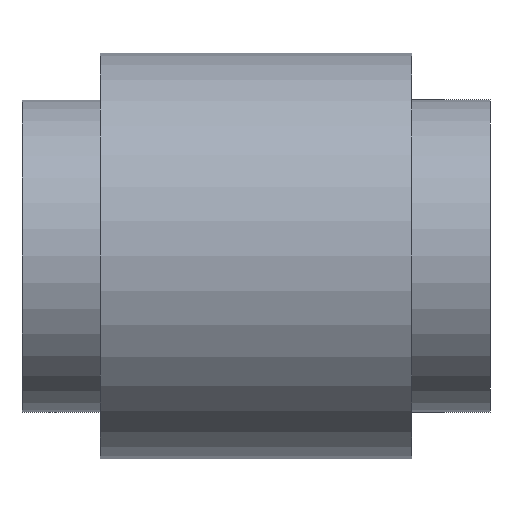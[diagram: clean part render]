
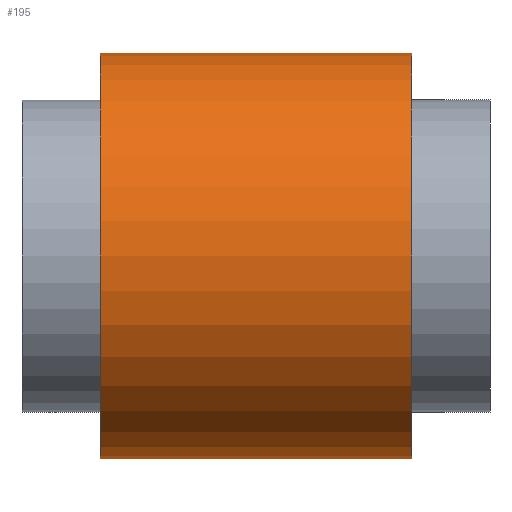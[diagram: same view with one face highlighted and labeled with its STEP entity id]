
A CAD part, front view. The second image highlights one B-rep face of the part: STEP entity #195.
In plain terms, the highlighted cylindrical face has radius 13 mm (diameter 26 mm), a partial arc.
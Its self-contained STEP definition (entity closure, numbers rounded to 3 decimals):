
#11 = EDGE_CURVE ( 'NONE', #338, #325, #256, .T. ) ;
#29 = AXIS2_PLACEMENT_3D ( 'NONE', #113, #81, #345 ) ;
#37 = CYLINDRICAL_SURFACE ( 'NONE', #29, 13. ) ;
#49 = VERTEX_POINT ( 'NONE', #180 ) ;
#63 = CARTESIAN_POINT ( 'NONE',  ( 0., 0., 13. ) ) ;
#81 = DIRECTION ( 'NONE',  ( -1., 0., 0. ) ) ;
#88 = CARTESIAN_POINT ( 'NONE',  ( 5., 0., -13. ) ) ;
#113 = CARTESIAN_POINT ( 'NONE',  ( 0., 0., 0. ) ) ;
#120 = CARTESIAN_POINT ( 'NONE',  ( 25., 0., 13. ) ) ;
#135 = EDGE_LOOP ( 'NONE', ( #279, #238, #368, #283 ) ) ;
#137 = CIRCLE ( 'NONE', #153, 13. ) ;
#146 = CARTESIAN_POINT ( 'NONE',  ( 5., 0., 0. ) ) ;
#153 = AXIS2_PLACEMENT_3D ( 'NONE', #146, #249, #313 ) ;
#154 = VECTOR ( 'NONE', #371, 1000. ) ;
#175 = EDGE_CURVE ( 'NONE', #330, #49, #137, .T. ) ;
#176 = DIRECTION ( 'NONE',  ( 0., 0., 1. ) ) ;
#180 = CARTESIAN_POINT ( 'NONE',  ( 5., 0., 13. ) ) ;
#186 = EDGE_CURVE ( 'NONE', #338, #330, #360, .T. ) ;
#189 = CARTESIAN_POINT ( 'NONE',  ( 0., 0., -13. ) ) ;
#195 = ADVANCED_FACE ( 'NONE', ( #310 ), #37, .T. ) ;
#223 = CARTESIAN_POINT ( 'NONE',  ( 25., 0., -13. ) ) ;
#234 = DIRECTION ( 'NONE',  ( -1., 0., 0. ) ) ;
#238 = ORIENTED_EDGE ( 'NONE', *, *, #11, .T. ) ;
#242 = VECTOR ( 'NONE', #234, 1000. ) ;
#249 = DIRECTION ( 'NONE',  ( -1., 0., 0. ) ) ;
#256 = CIRCLE ( 'NONE', #369, 13. ) ;
#279 = ORIENTED_EDGE ( 'NONE', *, *, #186, .F. ) ;
#283 = ORIENTED_EDGE ( 'NONE', *, *, #175, .F. ) ;
#296 = LINE ( 'NONE', #63, #242 ) ;
#310 = FACE_OUTER_BOUND ( 'NONE', #135, .T. ) ;
#313 = DIRECTION ( 'NONE',  ( 0., 0., 1. ) ) ;
#325 = VERTEX_POINT ( 'NONE', #120 ) ;
#330 = VERTEX_POINT ( 'NONE', #88 ) ;
#338 = VERTEX_POINT ( 'NONE', #223 ) ;
#339 = CARTESIAN_POINT ( 'NONE',  ( 25., 0., 0. ) ) ;
#345 = DIRECTION ( 'NONE',  ( 0., 0., 1. ) ) ;
#360 = LINE ( 'NONE', #189, #154 ) ;
#363 = DIRECTION ( 'NONE',  ( -1., 0., 0. ) ) ;
#368 = ORIENTED_EDGE ( 'NONE', *, *, #400, .T. ) ;
#369 = AXIS2_PLACEMENT_3D ( 'NONE', #339, #363, #176 ) ;
#371 = DIRECTION ( 'NONE',  ( -1., 0., 0. ) ) ;
#400 = EDGE_CURVE ( 'NONE', #325, #49, #296, .T. ) ;
